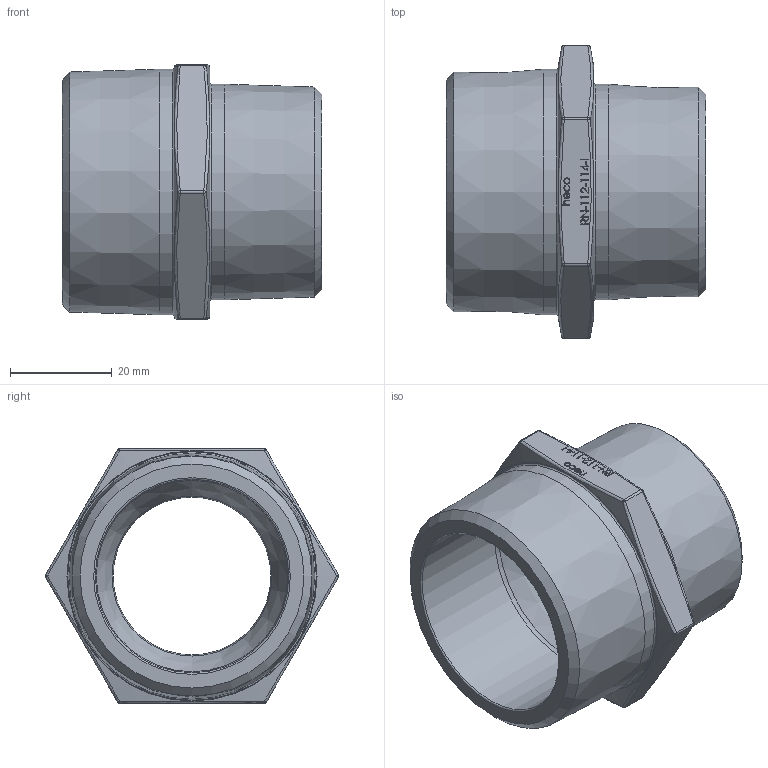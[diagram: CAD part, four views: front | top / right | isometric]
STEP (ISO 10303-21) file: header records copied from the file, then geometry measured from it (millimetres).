
FILE_DESCRIPTION (( 'STEP AP214' ), '1' );
FILE_NAME ('RN-112-114-I 2309.STEP', '2023-09-13T09:44:42', ( '' ), ( '' ), 'SwSTEP 2.0', 'SolidWorks 2019', '' );
FILE_SCHEMA (( 'AUTOMOTIVE_DESIGN' ));
Length unit declared in the file: millimetre
Products named in the file (1): RN-112-114-I  2309
Bounding box: 51 x 57.58 x 50.01 mm (x, y, z)
Volume: 36443.3 mm3; surface area: 14805.4 mm2
Topology: 1 solids, 1 shells, 218 faces, 548 edges, 350 vertices
Faces by surface type: plane 123, bspline 58, sphere 12, cylinder 10, torus 8, cone 7
Full cylindrical faces by diameter (mm): 31 x1, 38 x1, 42.31 x1, 48.203 x1
Entity records: 10732 total; most frequent: CARTESIAN_POINT 4332, ORIENTED_EDGE 1022, DIRECTION 775, EDGE_CURVE 511, VECTOR 337, LINE 337, VERTEX_POINT 336, EDGE_LOOP 261
